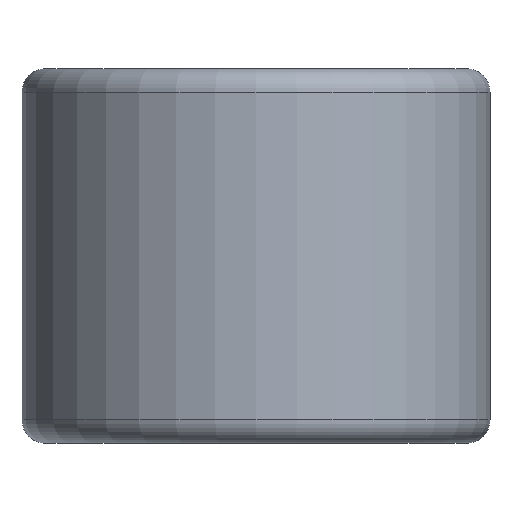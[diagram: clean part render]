
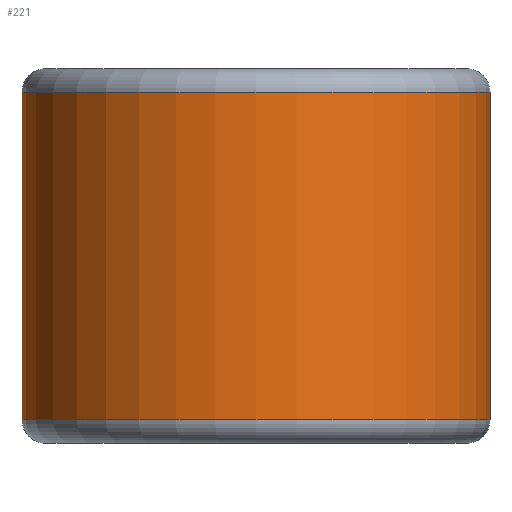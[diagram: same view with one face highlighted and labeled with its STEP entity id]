
A CAD part, front view. The second image highlights one B-rep face of the part: STEP entity #221.
In plain terms, the highlighted cylindrical face has radius 5 mm (diameter 10 mm), a partial arc.
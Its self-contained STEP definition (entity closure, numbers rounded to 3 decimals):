
#7 = LINE ( 'NONE', #151, #300 ) ;
#11 = CIRCLE ( 'NONE', #362, 5. ) ;
#17 = CARTESIAN_POINT ( 'NONE',  ( 5., 0., 8. ) ) ;
#20 = DIRECTION ( 'NONE',  ( 0., 0., -1. ) ) ;
#25 = EDGE_CURVE ( 'NONE', #358, #356, #11, .T. ) ;
#34 = DIRECTION ( 'NONE',  ( 0., 0., -1. ) ) ;
#36 = EDGE_CURVE ( 'NONE', #293, #118, #142, .T. ) ;
#59 = CARTESIAN_POINT ( 'NONE',  ( 5., 0., 7.5 ) ) ;
#70 = CARTESIAN_POINT ( 'NONE',  ( 0., 0., 7.5 ) ) ;
#84 = CARTESIAN_POINT ( 'NONE',  ( 5., 0., 0.5 ) ) ;
#97 = EDGE_LOOP ( 'NONE', ( #198, #323, #288, #392 ) ) ;
#100 = EDGE_CURVE ( 'NONE', #358, #118, #303, .T. ) ;
#109 = DIRECTION ( 'NONE',  ( -1., 0., 0. ) ) ;
#118 = VERTEX_POINT ( 'NONE', #84 ) ;
#127 = CARTESIAN_POINT ( 'NONE',  ( -5., 0., 0.5 ) ) ;
#128 = DIRECTION ( 'NONE',  ( 0., 0., 1. ) ) ;
#142 = CIRCLE ( 'NONE', #254, 5. ) ;
#151 = CARTESIAN_POINT ( 'NONE',  ( -5., 0., 8. ) ) ;
#167 = AXIS2_PLACEMENT_3D ( 'NONE', #307, #20, #109 ) ;
#194 = CARTESIAN_POINT ( 'NONE',  ( -5., 0., 7.5 ) ) ;
#195 = CARTESIAN_POINT ( 'NONE',  ( 0., 0., 0.5 ) ) ;
#198 = ORIENTED_EDGE ( 'NONE', *, *, #100, .F. ) ;
#221 = ADVANCED_FACE ( 'NONE', ( #308 ), #245, .T. ) ;
#245 = CYLINDRICAL_SURFACE ( 'NONE', #167, 5. ) ;
#254 = AXIS2_PLACEMENT_3D ( 'NONE', #195, #128, #382 ) ;
#261 = DIRECTION ( 'NONE',  ( 1., 0., 0. ) ) ;
#276 = EDGE_CURVE ( 'NONE', #356, #293, #7, .T. ) ;
#283 = DIRECTION ( 'NONE',  ( 0., 0., -1. ) ) ;
#288 = ORIENTED_EDGE ( 'NONE', *, *, #276, .T. ) ;
#290 = VECTOR ( 'NONE', #283, 1000. ) ;
#292 = DIRECTION ( 'NONE',  ( 0., 0., -1. ) ) ;
#293 = VERTEX_POINT ( 'NONE', #127 ) ;
#300 = VECTOR ( 'NONE', #34, 1000. ) ;
#303 = LINE ( 'NONE', #17, #290 ) ;
#307 = CARTESIAN_POINT ( 'NONE',  ( 0., 0., 8. ) ) ;
#308 = FACE_OUTER_BOUND ( 'NONE', #97, .T. ) ;
#323 = ORIENTED_EDGE ( 'NONE', *, *, #25, .T. ) ;
#356 = VERTEX_POINT ( 'NONE', #194 ) ;
#358 = VERTEX_POINT ( 'NONE', #59 ) ;
#362 = AXIS2_PLACEMENT_3D ( 'NONE', #70, #292, #261 ) ;
#382 = DIRECTION ( 'NONE',  ( 1., 0., 0. ) ) ;
#392 = ORIENTED_EDGE ( 'NONE', *, *, #36, .T. ) ;
